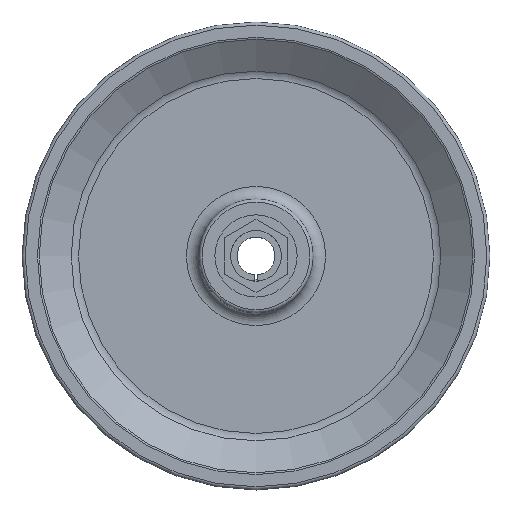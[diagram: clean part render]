
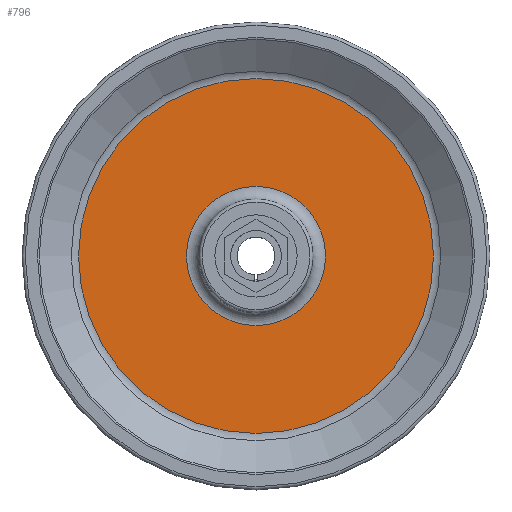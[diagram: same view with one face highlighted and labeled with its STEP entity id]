
A CAD part, top view. The second image highlights one B-rep face of the part: STEP entity #796.
In plain terms, the highlighted planar face has unit normal (0, 0, 1).
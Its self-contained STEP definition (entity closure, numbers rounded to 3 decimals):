
#187=FACE_BOUND('',#267,.T.);
#207=FACE_OUTER_BOUND('',#266,.T.);
#266=EDGE_LOOP('',(#591));
#267=EDGE_LOOP('',(#592));
#333=CIRCLE('',#1015,11.);
#334=CIRCLE('',#1017,28.067);
#384=VERTEX_POINT('',#1455);
#385=VERTEX_POINT('',#1459);
#460=EDGE_CURVE('',#384,#384,#333,.T.);
#461=EDGE_CURVE('',#385,#385,#334,.T.);
#591=ORIENTED_EDGE('',*,*,#461,.F.);
#592=ORIENTED_EDGE('',*,*,#460,.T.);
#761=PLANE('',#1016);
#796=ADVANCED_FACE('',(#207,#187),#761,.T.);
#1015=AXIS2_PLACEMENT_3D('',#1457,#1180,#1181);
#1016=AXIS2_PLACEMENT_3D('',#1458,#1182,#1183);
#1017=AXIS2_PLACEMENT_3D('',#1460,#1184,#1185);
#1180=DIRECTION('center_axis',(0.,0.,-1.));
#1181=DIRECTION('ref_axis',(1.,0.,0.));
#1182=DIRECTION('center_axis',(0.,0.,1.));
#1183=DIRECTION('ref_axis',(1.,0.,0.));
#1184=DIRECTION('center_axis',(0.,0.,-1.));
#1185=DIRECTION('ref_axis',(1.,0.,0.));
#1455=CARTESIAN_POINT('',(11.,0.,1.));
#1457=CARTESIAN_POINT('Origin',(0.,0.,1.));
#1458=CARTESIAN_POINT('Origin',(-28.067,0.,1.));
#1459=CARTESIAN_POINT('',(28.067,0.,1.));
#1460=CARTESIAN_POINT('Origin',(0.,0.,1.));
